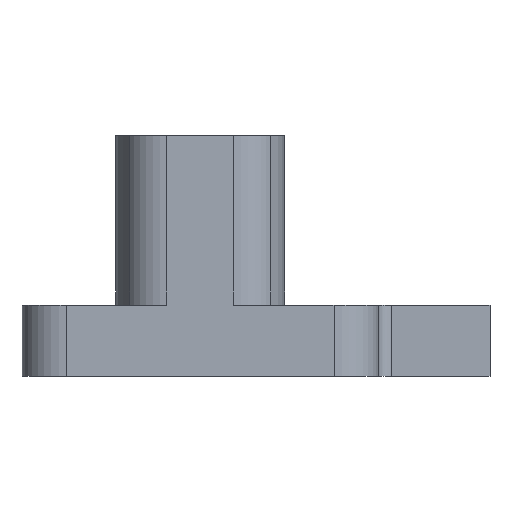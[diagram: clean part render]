
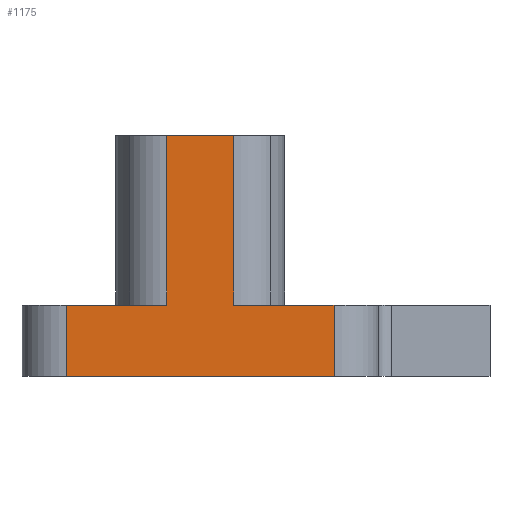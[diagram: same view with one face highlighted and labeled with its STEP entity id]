
A CAD part, left-side view. The second image highlights one B-rep face of the part: STEP entity #1175.
In plain terms, the highlighted planar face has unit normal (-1, 0, 0).
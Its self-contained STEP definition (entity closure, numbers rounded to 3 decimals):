
#76=PLANE('',#1329);
#139=FACE_OUTER_BOUND('',#229,.T.);
#229=EDGE_LOOP('',(#1072,#1073,#1074,#1075,#1076,#1077,#1078,#1079));
#268=LINE('',#1805,#361);
#275=LINE('',#1854,#368);
#279=LINE('',#1875,#372);
#308=LINE('',#1972,#401);
#310=LINE('',#1979,#403);
#311=LINE('',#1984,#404);
#321=LINE('',#2017,#414);
#324=LINE('',#2024,#417);
#361=VECTOR('',#1439,10.);
#368=VECTOR('',#1484,10.);
#372=VECTOR('',#1502,10.);
#401=VECTOR('',#1619,10.);
#403=VECTOR('',#1627,10.);
#404=VECTOR('',#1634,10.);
#414=VECTOR('',#1678,10.);
#417=VECTOR('',#1689,10.);
#522=VERTEX_POINT('',#1803);
#523=VERTEX_POINT('',#1804);
#545=VERTEX_POINT('',#1851);
#546=VERTEX_POINT('',#1853);
#555=VERTEX_POINT('',#1872);
#556=VERTEX_POINT('',#1874);
#579=VERTEX_POINT('',#1968);
#582=VERTEX_POINT('',#1978);
#642=EDGE_CURVE('',#522,#523,#268,.T.);
#667=EDGE_CURVE('',#545,#546,#275,.T.);
#678=EDGE_CURVE('',#555,#556,#279,.T.);
#728=EDGE_CURVE('',#556,#579,#308,.T.);
#731=EDGE_CURVE('',#579,#582,#310,.T.);
#734=EDGE_CURVE('',#582,#545,#311,.T.);
#750=EDGE_CURVE('',#555,#523,#321,.T.);
#753=EDGE_CURVE('',#522,#546,#324,.T.);
#1072=ORIENTED_EDGE('',*,*,#678,.F.);
#1073=ORIENTED_EDGE('',*,*,#750,.T.);
#1074=ORIENTED_EDGE('',*,*,#642,.F.);
#1075=ORIENTED_EDGE('',*,*,#753,.T.);
#1076=ORIENTED_EDGE('',*,*,#667,.F.);
#1077=ORIENTED_EDGE('',*,*,#734,.F.);
#1078=ORIENTED_EDGE('',*,*,#731,.F.);
#1079=ORIENTED_EDGE('',*,*,#728,.F.);
#1175=ADVANCED_FACE('',(#139),#76,.T.);
#1329=AXIS2_PLACEMENT_3D('',#2025,#1690,#1691);
#1439=DIRECTION('',(0.,1.,0.));
#1484=DIRECTION('',(0.,-1.,0.));
#1502=DIRECTION('',(0.,-1.,0.));
#1619=DIRECTION('',(0.,0.,1.));
#1627=DIRECTION('',(0.,-1.,0.));
#1634=DIRECTION('',(0.,0.,-1.));
#1678=DIRECTION('',(0.,0.,-1.));
#1689=DIRECTION('',(0.,0.,1.));
#1690=DIRECTION('center_axis',(-1.,0.,0.));
#1691=DIRECTION('ref_axis',(0.,-1.,0.));
#1803=CARTESIAN_POINT('',(-47.5,-15.,-4.));
#1804=CARTESIAN_POINT('',(-47.5,15.,-4.));
#1805=CARTESIAN_POINT('',(-47.5,15.,-4.));
#1851=CARTESIAN_POINT('',(-47.5,-3.742,4.));
#1853=CARTESIAN_POINT('',(-47.5,-15.,4.));
#1854=CARTESIAN_POINT('',(-47.5,15.,4.));
#1872=CARTESIAN_POINT('',(-47.5,15.,4.));
#1874=CARTESIAN_POINT('',(-47.5,3.742,4.));
#1875=CARTESIAN_POINT('',(-47.5,15.,4.));
#1968=CARTESIAN_POINT('',(-47.5,3.742,23.));
#1972=CARTESIAN_POINT('',(-47.5,3.742,4.));
#1978=CARTESIAN_POINT('',(-47.5,-3.742,23.));
#1979=CARTESIAN_POINT('',(-47.5,-15.,23.));
#1984=CARTESIAN_POINT('',(-47.5,-3.742,4.));
#2017=CARTESIAN_POINT('',(-47.5,15.,0.));
#2024=CARTESIAN_POINT('',(-47.5,-15.,0.));
#2025=CARTESIAN_POINT('Origin',(-47.5,15.,0.));
